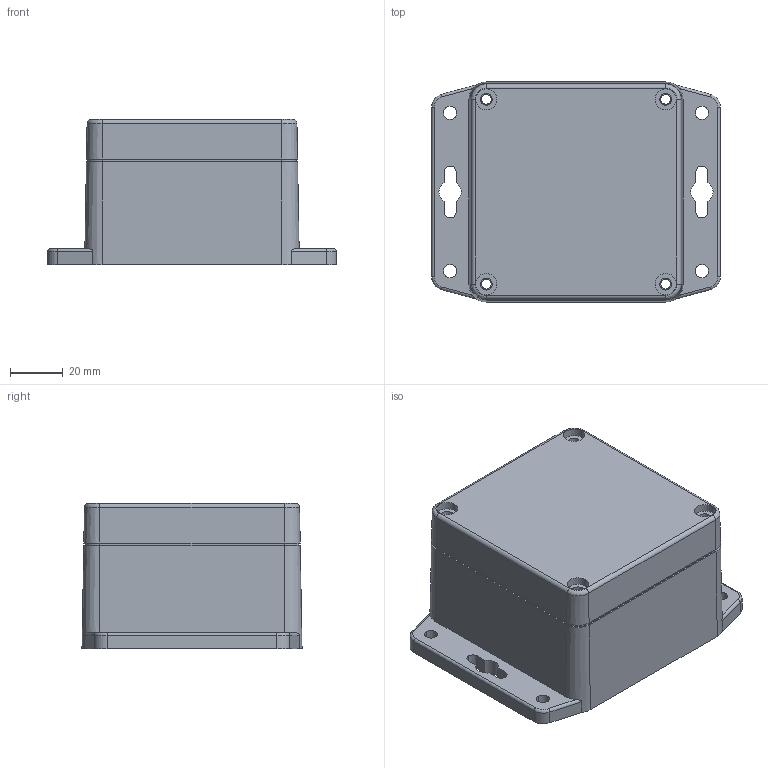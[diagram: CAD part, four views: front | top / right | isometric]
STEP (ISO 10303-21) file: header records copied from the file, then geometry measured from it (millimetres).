
FILE_DESCRIPTION (( 'STEP AP214' ), '1' );
FILE_NAME ('G366MFB.STEP', '2013-03-06T00:32:03', ( 'NEF User' ), ( 'NEF User' ), 'SwSTEP 2.0', 'SolidWorks 2012', '' );
FILE_SCHEMA (( 'AUTOMOTIVE_DESIGN' ));
Length unit declared in the file: millimetre
Products named in the file (3): G256 G366-COVER; G256 G366-BASE; G366MFB
Assembly tree (2 placements, depth 2):
  G366MFB
    G256 G366-BASE
    G256 G366-COVER
Bounding box: 109.4 x 83.4 x 55 mm (x, y, z)
Volume: 109384.6 mm3; surface area: 80245.4 mm2
Topology: 2 solids, 2 shells, 409 faces, 1051 edges, 694 vertices
Faces by surface type: cylinder 169, plane 158, cone 74, torus 4, bspline 4
Entity records: 12969 total; most frequent: CARTESIAN_POINT 2399, DIRECTION 2345, ORIENTED_EDGE 2102, EDGE_CURVE 1051, AXIS2_PLACEMENT_3D 900, VERTEX_POINT 694, LINE 545, VECTOR 545
